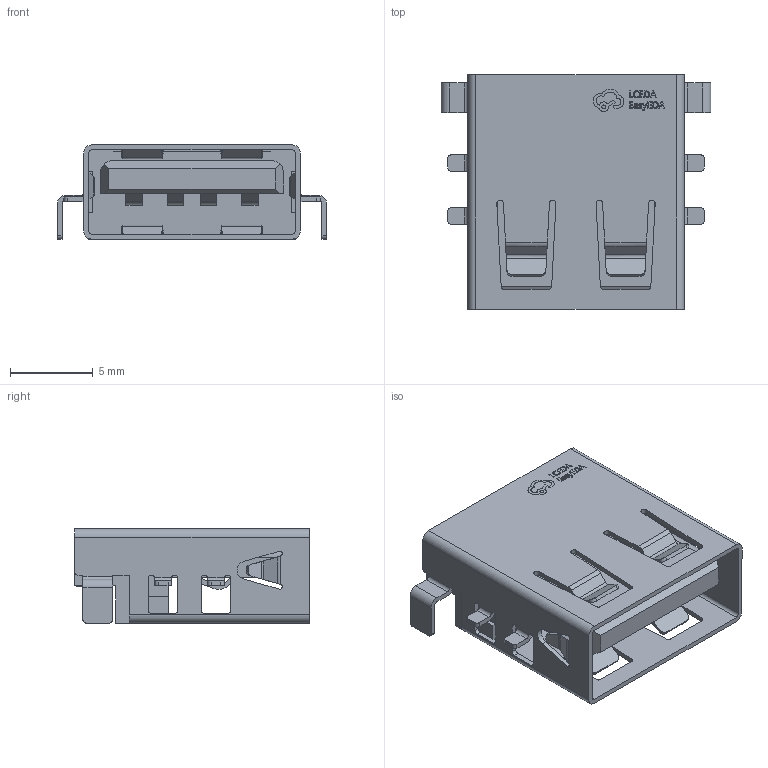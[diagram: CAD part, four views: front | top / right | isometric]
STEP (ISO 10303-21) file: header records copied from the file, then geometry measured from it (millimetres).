
FILE_DESCRIPTION (( 'STEP AP214' ), '1' );
FILE_NAME ('USB-3.0-A-SMD_ST-003-008-J.step', '2022-07-15T07:57:10', ( '' ), ( '' ), 'SwSTEP 2.0', 'SolidWorks 2020', '' );
FILE_SCHEMA (( 'AUTOMOTIVE_DESIGN' ));
Length unit declared in the file: millimetre
Products named in the file (1): USB-3.0-A-SMD_ST-003-008-J
Bounding box: 16.3 x 14.2 x 5.7 mm (x, y, z)
Volume: 560.7 mm3; surface area: 1640 mm2
Topology: 7 solids, 7 shells, 711 faces, 2013 edges, 1342 vertices
Faces by surface type: plane 430, cylinder 169, bspline 112
Entity records: 31465 total; most frequent: CARTESIAN_POINT 6447, ORIENTED_EDGE 4026, DIRECTION 3157, EDGE_CURVE 2013, LINE 1429, VECTOR 1429, VERTEX_POINT 1342, AXIS2_PLACEMENT_3D 864
